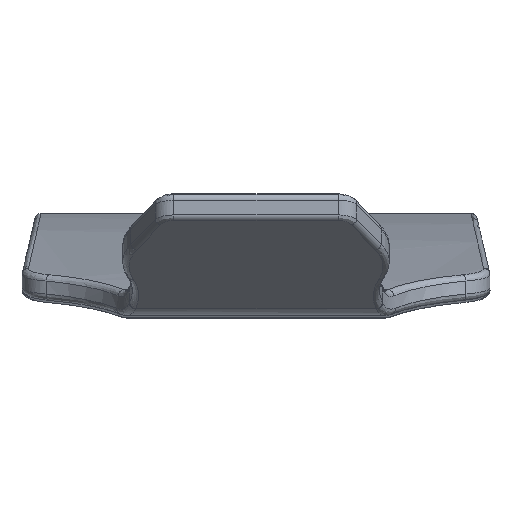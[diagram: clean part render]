
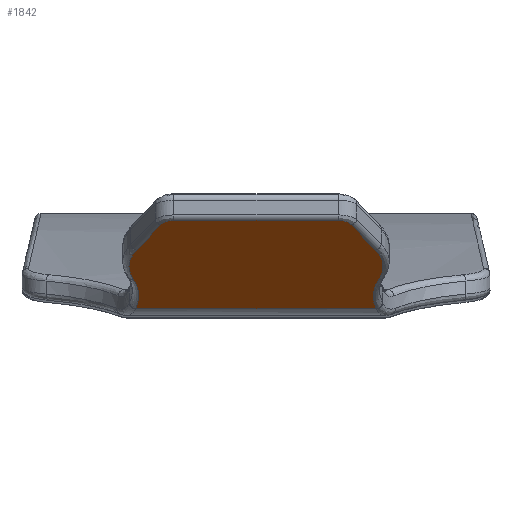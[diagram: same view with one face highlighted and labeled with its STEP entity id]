
A CAD part, top view. The second image highlights one B-rep face of the part: STEP entity #1842.
In plain terms, the highlighted planar face has unit normal (0, -0.866, 0.5).
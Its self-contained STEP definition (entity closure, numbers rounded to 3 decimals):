
#25=PLANE('',#2058);
#38=LINE('',#3433,#102);
#40=LINE('',#3469,#104);
#42=LINE('',#3505,#106);
#92=LINE('',#5105,#156);
#102=VECTOR('',#2176,10.);
#104=VECTOR('',#2188,10.);
#106=VECTOR('',#2200,10.);
#156=VECTOR('',#2522,10.);
#214=ELLIPSE('',#1907,42.017,36.388);
#216=ELLIPSE('',#1910,31.724,27.473);
#218=ELLIPSE('',#1915,8.083,7.);
#220=ELLIPSE('',#1920,8.083,7.);
#222=ELLIPSE('',#1925,31.724,27.473);
#224=ELLIPSE('',#1928,42.017,36.388);
#374=FACE_OUTER_BOUND('',#496,.T.);
#496=EDGE_LOOP('',(#1621,#1622,#1623,#1624,#1625,#1626,#1627,#1628,#1629,
#1630));
#711=VERTEX_POINT('',#3347);
#713=VERTEX_POINT('',#3388);
#715=VERTEX_POINT('',#3423);
#717=VERTEX_POINT('',#3429);
#719=VERTEX_POINT('',#3459);
#721=VERTEX_POINT('',#3465);
#723=VERTEX_POINT('',#3495);
#725=VERTEX_POINT('',#3501);
#727=VERTEX_POINT('',#3536);
#729=VERTEX_POINT('',#3571);
#899=EDGE_CURVE('',#711,#713,#214,.T.);
#902=EDGE_CURVE('',#713,#715,#216,.T.);
#905=EDGE_CURVE('',#715,#717,#38,.T.);
#908=EDGE_CURVE('',#717,#719,#218,.T.);
#911=EDGE_CURVE('',#719,#721,#40,.T.);
#914=EDGE_CURVE('',#721,#723,#220,.T.);
#917=EDGE_CURVE('',#723,#725,#42,.T.);
#920=EDGE_CURVE('',#725,#727,#222,.T.);
#923=EDGE_CURVE('',#727,#729,#224,.T.);
#1098=EDGE_CURVE('',#729,#711,#92,.T.);
#1621=ORIENTED_EDGE('',*,*,#899,.F.);
#1622=ORIENTED_EDGE('',*,*,#1098,.F.);
#1623=ORIENTED_EDGE('',*,*,#923,.F.);
#1624=ORIENTED_EDGE('',*,*,#920,.F.);
#1625=ORIENTED_EDGE('',*,*,#917,.F.);
#1626=ORIENTED_EDGE('',*,*,#914,.F.);
#1627=ORIENTED_EDGE('',*,*,#911,.F.);
#1628=ORIENTED_EDGE('',*,*,#908,.F.);
#1629=ORIENTED_EDGE('',*,*,#905,.F.);
#1630=ORIENTED_EDGE('',*,*,#902,.F.);
#1842=ADVANCED_FACE('',(#374),#25,.T.);
#1907=AXIS2_PLACEMENT_3D('',#3392,#2163,#2164);
#1910=AXIS2_PLACEMENT_3D('',#3427,#2169,#2170);
#1915=AXIS2_PLACEMENT_3D('',#3463,#2181,#2182);
#1920=AXIS2_PLACEMENT_3D('',#3499,#2193,#2194);
#1925=AXIS2_PLACEMENT_3D('',#3540,#2205,#2206);
#1928=AXIS2_PLACEMENT_3D('',#3575,#2211,#2212);
#2058=AXIS2_PLACEMENT_3D('',#5104,#2520,#2521);
#2163=DIRECTION('center_axis',(0.,-0.866,0.5));
#2164=DIRECTION('ref_axis',(0.,0.5,0.866));
#2169=DIRECTION('center_axis',(0.,0.866,-0.5));
#2170=DIRECTION('ref_axis',(0.,0.5,0.866));
#2176=DIRECTION('',(0.436,0.45,0.779));
#2181=DIRECTION('center_axis',(0.,0.866,-0.5));
#2182=DIRECTION('ref_axis',(0.,0.5,0.866));
#2188=DIRECTION('',(1.,0.,0.));
#2193=DIRECTION('center_axis',(0.,0.866,-0.5));
#2194=DIRECTION('ref_axis',(0.,0.5,0.866));
#2200=DIRECTION('',(0.436,-0.45,-0.779));
#2205=DIRECTION('center_axis',(0.,0.866,-0.5));
#2206=DIRECTION('ref_axis',(0.,0.5,0.866));
#2211=DIRECTION('center_axis',(0.,-0.866,0.5));
#2212=DIRECTION('ref_axis',(0.,0.5,0.866));
#2520=DIRECTION('center_axis',(0.,-0.866,0.5));
#2521=DIRECTION('ref_axis',(0.,-0.5,-0.866));
#2522=DIRECTION('',(-1.,0.,0.));
#3347=CARTESIAN_POINT('',(-56.549,-45.345,353.163));
#3388=CARTESIAN_POINT('',(-57.689,-31.539,377.075));
#3392=CARTESIAN_POINT('Origin',(-91.443,-39.387,363.482));
#3423=CARTESIAN_POINT('',(-56.185,-17.874,400.745));
#3427=CARTESIAN_POINT('Origin',(-32.205,-25.614,387.337));
#3429=CARTESIAN_POINT('',(-44.749,-6.065,421.198));
#3433=CARTESIAN_POINT('',(-67.57,-29.631,380.38));
#3459=CARTESIAN_POINT('',(-38.639,-3.996,424.782));
#3463=CARTESIAN_POINT('Origin',(-38.639,-8.037,417.782));
#3465=CARTESIAN_POINT('',(38.639,-3.996,424.782));
#3469=CARTESIAN_POINT('',(-95.266,-3.996,424.782));
#3495=CARTESIAN_POINT('',(44.749,-6.065,421.198));
#3499=CARTESIAN_POINT('Origin',(38.639,-8.037,417.782));
#3501=CARTESIAN_POINT('',(56.185,-17.874,400.745));
#3505=CARTESIAN_POINT('',(34.163,4.866,440.131));
#3536=CARTESIAN_POINT('',(57.689,-31.539,377.075));
#3540=CARTESIAN_POINT('Origin',(32.205,-25.614,387.337));
#3571=CARTESIAN_POINT('',(56.549,-45.345,353.163));
#3575=CARTESIAN_POINT('Origin',(91.443,-39.387,363.482));
#5104=CARTESIAN_POINT('Origin',(-151.892,0.45,432.482));
#5105=CARTESIAN_POINT('',(-151.892,-45.345,353.163));
